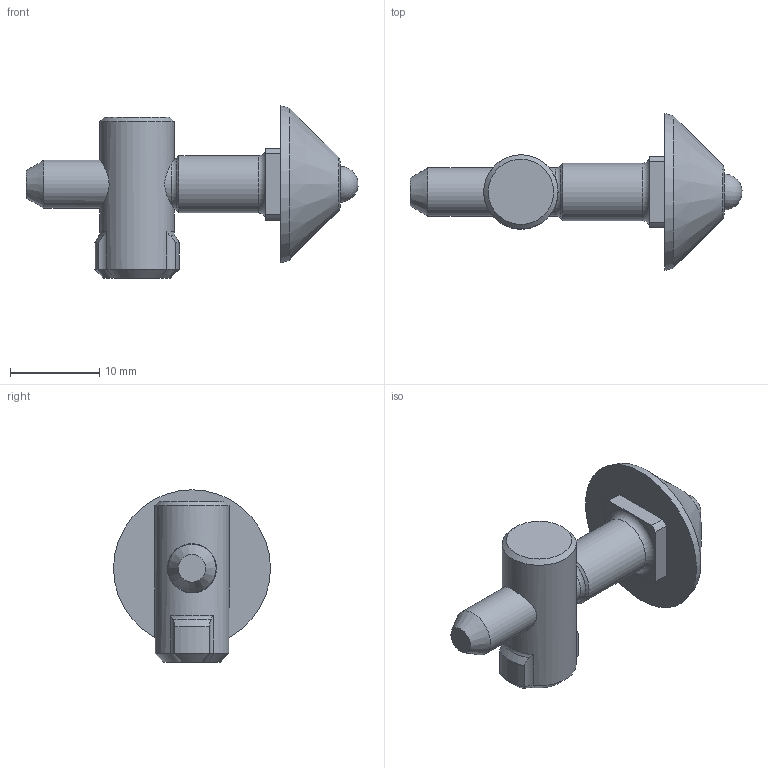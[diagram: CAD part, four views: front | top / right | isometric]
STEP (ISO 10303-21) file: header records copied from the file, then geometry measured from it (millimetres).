
FILE_DESCRIPTION(/* description */ (''),/* implementation_level */ '2;1');
FILE_NAME(/* name */ '13059_KriTec_Zentralverbinder_8_30.stp',/* time_stamp */ '2016-06-14T11:30:45+02:00',/* author */ ('Steiner'),/* organization */ (''),/* preprocessor_version */ 'ST-DEVELOPER v16.1',/* originating_system */ 'Autodesk Inventor 2016',/* authorisation */ '');
FILE_SCHEMA (('AUTOMOTIVE_DESIGN { 1 0 10303 214 3 1 1 }'));
Length unit declared in the file: millimetre
Products named in the file (7): Querriegel_Zentralverbinder_8_30; Kopf_Zentralverbinder_8_30; Feder_Zentralverbinder_8_30; Kugel_Zentralverbinder_8_30; Baugruppe_Kopf; 10854_KriTec_Gewindestift_verzinkt_mit_Innensechskant_und_Spitze_M5x2
0_DIN914; 13059_KriTec_Zentralverbinder_8_30
Assembly tree (6 placements, depth 3):
  13059_KriTec_Zentralverbinder_8_30
    Querriegel_Zentralverbinder_8_30
    Baugruppe_Kopf
      Kopf_Zentralverbinder_8_30
      Feder_Zentralverbinder_8_30
      Kugel_Zentralverbinder_8_30
    10854_KriTec_Gewindestift_verzinkt_mit_Innensechskant_und_Spitze_M5x2
0_DIN914
Bounding box: 37.12 x 17.55 x 19.27 mm (x, y, z)
Volume: 2421 mm3; surface area: 2247.8 mm2
Topology: 5 solids, 5 shells, 74 faces, 176 edges, 109 vertices
Faces by surface type: plane 30, cone 19, cylinder 17, torus 4, sphere 3, bspline 1
Full cylindrical faces by diameter (mm): 4.1 x1, 4.134 x1, 5 x1, 5.4 x1, 5.5 x1, 6.4 x1, 8.3 x1
Entity records: 2937 total; most frequent: CARTESIAN_POINT 1158, DIRECTION 350, ORIENTED_EDGE 284, AXIS2_PLACEMENT_3D 143, EDGE_CURVE 142, EDGE_LOOP 98, VERTEX_POINT 98, FACE_OUTER_BOUND 74
